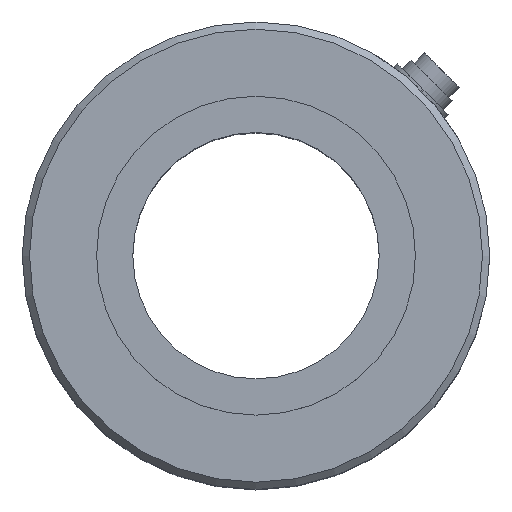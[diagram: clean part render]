
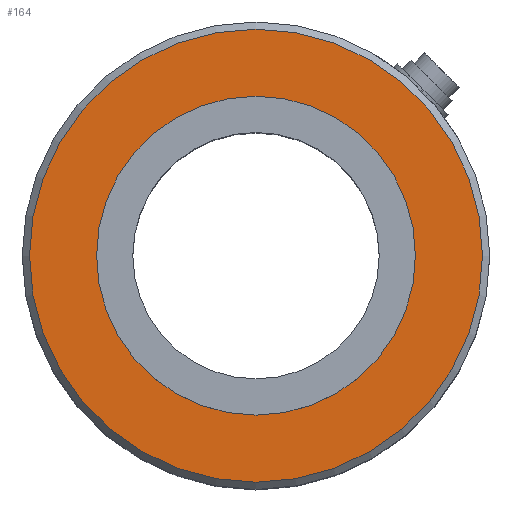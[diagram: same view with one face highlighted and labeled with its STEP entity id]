
A CAD part, top view. The second image highlights one B-rep face of the part: STEP entity #164.
In plain terms, the highlighted planar face has unit normal (0, 0, 1).
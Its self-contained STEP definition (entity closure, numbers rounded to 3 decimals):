
#164 = ADVANCED_FACE( '', ( #335, #336 ), #337, .F. );
#335 = FACE_OUTER_BOUND( '', #497, .T. );
#336 = FACE_BOUND( '', #498, .T. );
#337 = PLANE( '', #499 );
#497 = EDGE_LOOP( '', ( #712 ) );
#498 = EDGE_LOOP( '', ( #713 ) );
#499 = AXIS2_PLACEMENT_3D( '', #714, #715, #716 );
#712 = ORIENTED_EDGE( '', *, *, #829, .T. );
#713 = ORIENTED_EDGE( '', *, *, #830, .T. );
#714 = CARTESIAN_POINT( '', ( -44., 0., -5. ) );
#715 = DIRECTION( '', ( 0., 0., -1. ) );
#716 = DIRECTION( '', ( -1., 0., 0. ) );
#829 = EDGE_CURVE( '', #943, #943, #944, .F. );
#830 = EDGE_CURVE( '', #945, #945, #946, .T. );
#943 = VERTEX_POINT( '', #1157 );
#944 = CIRCLE( '', #1158, 62.5 );
#945 = VERTEX_POINT( '', #1159 );
#946 = CIRCLE( '', #1160, 44. );
#1157 = CARTESIAN_POINT( '', ( -62.5, 0., -5. ) );
#1158 = AXIS2_PLACEMENT_3D( '', #1275, #1276, #1277 );
#1159 = CARTESIAN_POINT( '', ( -44., 0., -5. ) );
#1160 = AXIS2_PLACEMENT_3D( '', #1278, #1279, #1280 );
#1275 = CARTESIAN_POINT( '', ( 0., 0., -5. ) );
#1276 = DIRECTION( '', ( 0., 0., -1. ) );
#1277 = DIRECTION( '', ( -1., 0., 0. ) );
#1278 = CARTESIAN_POINT( '', ( 0., 0., -5. ) );
#1279 = DIRECTION( '', ( 0., 0., -1. ) );
#1280 = DIRECTION( '', ( -1., 0., 0. ) );
